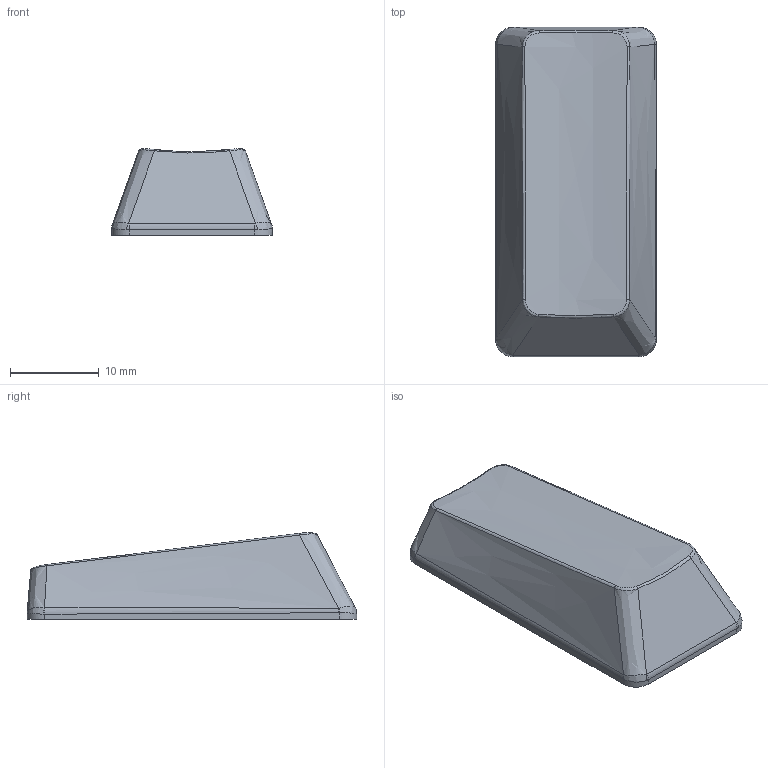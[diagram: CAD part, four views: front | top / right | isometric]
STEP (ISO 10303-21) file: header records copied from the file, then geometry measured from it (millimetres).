
FILE_DESCRIPTION(/* description */ (''),/* implementation_level */ '2;1');
FILE_NAME(/* name */ 'Row_3-4_1x2u.step',/* time_stamp */ '2021-02-26T18:28:06-06:00',/* author */ (''),/* organization */ (''),/* preprocessor_version */ 'ST-DEVELOPER v18.1',/* originating_system */ 'Autodesk Translation Framework v9.7.1.1290',/* authorisation */ '');
FILE_SCHEMA (('AUTOMOTIVE_DESIGN { 1 0 10303 214 3 1 1 }'));
Length unit declared in the file: millimetre
Products named in the file (1): Row_3-4_1x2u
Bounding box: 18.16 x 37.21 x 9.79 mm (x, y, z)
Volume: 1239.2 mm3; surface area: 3056.5 mm2
Topology: 1 solids, 1 shells, 105 faces, 269 edges, 172 vertices
Faces by surface type: plane 53, bspline 39, cylinder 13
Full cylindrical faces by diameter (mm): 5.5 x3
Entity records: 4497 total; most frequent: CARTESIAN_POINT 2223, ORIENTED_EDGE 538, DIRECTION 326, EDGE_CURVE 269, VERTEX_POINT 172, B_SPLINE_CURVE_WITH_KNOTS 119, EDGE_LOOP 111, AXIS2_PLACEMENT_3D 109
